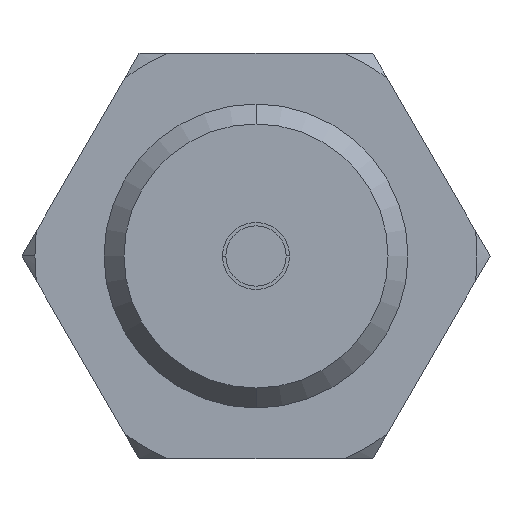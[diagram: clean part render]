
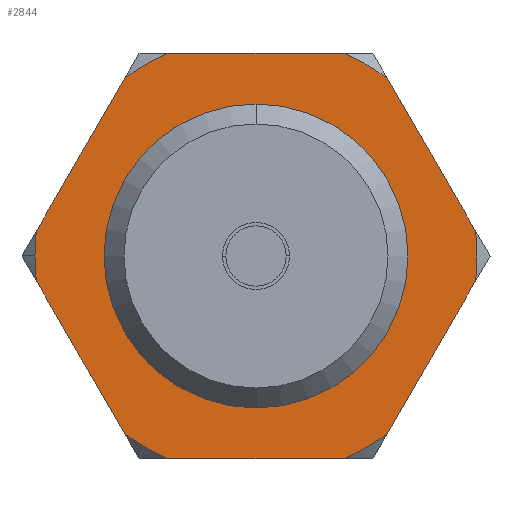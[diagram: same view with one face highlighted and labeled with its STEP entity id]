
A CAD part, front view. The second image highlights one B-rep face of the part: STEP entity #2844.
In plain terms, the highlighted planar face has unit normal (0, -1, 0).
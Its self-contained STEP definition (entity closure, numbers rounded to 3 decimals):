
#43 = CARTESIAN_POINT ( 'NONE',  ( 6.881, -5.1, 0.781 ) ) ;
#45 = CARTESIAN_POINT ( 'NONE',  ( -4.117, -5.1, -5.569 ) ) ;
#47 = CARTESIAN_POINT ( 'NONE',  ( -2.764, -5.1, -6.35 ) ) ;
#48 = CARTESIAN_POINT ( 'NONE',  ( 4.117, -5.1, -5.569 ) ) ;
#49 = CARTESIAN_POINT ( 'NONE',  ( 2.764, -5.1, -6.35 ) ) ;
#50 = CARTESIAN_POINT ( 'NONE',  ( 2.764, -5.1, 6.35 ) ) ;
#57 = CARTESIAN_POINT ( 'NONE',  ( 6.881, -5.1, -0.781 ) ) ;
#58 = CARTESIAN_POINT ( 'NONE',  ( -4.117, -5.1, 5.569 ) ) ;
#60 = CARTESIAN_POINT ( 'NONE',  ( 4.117, -5.1, 5.569 ) ) ;
#61 = CARTESIAN_POINT ( 'NONE',  ( -6.881, -5.1, 0.781 ) ) ;
#63 = CARTESIAN_POINT ( 'NONE',  ( -2.764, -5.1, 6.35 ) ) ;
#75 = CARTESIAN_POINT ( 'NONE',  ( -6.881, -5.1, -0.781 ) ) ;
#78 = CARTESIAN_POINT ( 'NONE',  ( -6.926, -5.1, 0. ) ) ;
#85 = CARTESIAN_POINT ( 'NONE',  ( 0., -5.1, 4.762 ) ) ;
#86 = CARTESIAN_POINT ( 'NONE',  ( 0., -5.1, -4.762 ) ) ;
#150 = CARTESIAN_POINT ( 'NONE',  ( 3.666, -5.1, -6.35 ) ) ;
#151 = DIRECTION ( 'NONE',  ( 0.5, 0., 0.866 ) ) ;
#153 = CARTESIAN_POINT ( 'NONE',  ( -3.666, -5.1, -6.35 ) ) ;
#154 = DIRECTION ( 'NONE',  ( 1., 0., 0. ) ) ;
#155 = CARTESIAN_POINT ( 'NONE',  ( 0., -5.1, 0. ) ) ;
#156 = DIRECTION ( 'NONE',  ( 0., 1., 0. ) ) ;
#157 = DIRECTION ( 'NONE',  ( -1., 0., 0. ) ) ;
#163 = CARTESIAN_POINT ( 'NONE',  ( 0., -5.1, 0. ) ) ;
#164 = DIRECTION ( 'NONE',  ( 0., 1., 0. ) ) ;
#165 = DIRECTION ( 'NONE',  ( -1., 0., 0. ) ) ;
#189 = DIRECTION ( 'NONE',  ( 0.5, 0., -0.866 ) ) ;
#193 = CARTESIAN_POINT ( 'NONE',  ( -7.332, -5.1, 0. ) ) ;
#194 = CARTESIAN_POINT ( 'NONE',  ( 0., -5.1, 0. ) ) ;
#195 = DIRECTION ( 'NONE',  ( 0., 1., 0. ) ) ;
#196 = DIRECTION ( 'NONE',  ( 0., 0., -1. ) ) ;
#197 = DIRECTION ( 'NONE',  ( -0.5, 0., -0.866 ) ) ;
#201 = CARTESIAN_POINT ( 'NONE',  ( 0., -5.1, 0. ) ) ;
#202 = DIRECTION ( 'NONE',  ( 0., 1., 0. ) ) ;
#203 = DIRECTION ( 'NONE',  ( -1., 0., 0. ) ) ;
#207 = CARTESIAN_POINT ( 'NONE',  ( -3.666, -5.1, 6.35 ) ) ;
#211 = CARTESIAN_POINT ( 'NONE',  ( 0., -5.1, 0. ) ) ;
#212 = DIRECTION ( 'NONE',  ( 0., 1., 0. ) ) ;
#213 = DIRECTION ( 'NONE',  ( -1., 0., 0. ) ) ;
#215 = DIRECTION ( 'NONE',  ( -0.5, 0., 0.866 ) ) ;
#219 = CARTESIAN_POINT ( 'NONE',  ( 3.666, -5.1, 6.35 ) ) ;
#226 = DIRECTION ( 'NONE',  ( -1., 0., 0. ) ) ;
#231 = CARTESIAN_POINT ( 'NONE',  ( 7.332, -5.1, 0. ) ) ;
#232 = CARTESIAN_POINT ( 'NONE',  ( 0., -5.1, 0. ) ) ;
#233 = DIRECTION ( 'NONE',  ( 0., 1., 0. ) ) ;
#234 = DIRECTION ( 'NONE',  ( -1., 0., 0. ) ) ;
#245 = CARTESIAN_POINT ( 'NONE',  ( 0., -5.1, 0. ) ) ;
#246 = DIRECTION ( 'NONE',  ( 0., 1., 0. ) ) ;
#247 = DIRECTION ( 'NONE',  ( -1., 0., 0. ) ) ;
#401 = ORIENTED_EDGE ( 'NONE', *, *, #2625, .F. ) ;
#402 = ORIENTED_EDGE ( 'NONE', *, *, #2624, .T. ) ;
#403 = ORIENTED_EDGE ( 'NONE', *, *, #2622, .F. ) ;
#404 = ORIENTED_EDGE ( 'NONE', *, *, #2620, .T. ) ;
#405 = ORIENTED_EDGE ( 'NONE', *, *, #2651, .F. ) ;
#406 = ORIENTED_EDGE ( 'NONE', *, *, #2649, .T. ) ;
#407 = ORIENTED_EDGE ( 'NONE', *, *, #2648, .F. ) ;
#408 = ORIENTED_EDGE ( 'NONE', *, *, #2646, .T. ) ;
#409 = ORIENTED_EDGE ( 'NONE', *, *, #2643, .F. ) ;
#410 = ORIENTED_EDGE ( 'NONE', *, *, #2642, .T. ) ;
#411 = ORIENTED_EDGE ( 'NONE', *, *, #2639, .F. ) ;
#412 = ORIENTED_EDGE ( 'NONE', *, *, #2715, .F. ) ;
#413 = ORIENTED_EDGE ( 'NONE', *, *, #2637, .T. ) ;
#414 = ORIENTED_EDGE ( 'NONE', *, *, #2723, .T. ) ;
#415 = ORIENTED_EDGE ( 'NONE', *, *, #2636, .T. ) ;
#634 = CIRCLE ( 'NONE', #2792, 6.926 ) ;
#639 = LINE ( 'NONE', #150, #640 ) ;
#640 = VECTOR ( 'NONE', #151, 1000. ) ;
#644 = LINE ( 'NONE', #153, #646 ) ;
#645 = CIRCLE ( 'NONE', #2794, 6.926 ) ;
#646 = VECTOR ( 'NONE', #154, 1000. ) ;
#657 = CIRCLE ( 'NONE', #2802, 4.762 ) ;
#660 = LINE ( 'NONE', #193, #663 ) ;
#661 = CIRCLE ( 'NONE', #2804, 6.926 ) ;
#663 = VECTOR ( 'NONE', #189, 1000. ) ;
#666 = LINE ( 'NONE', #207, #669 ) ;
#668 = CIRCLE ( 'NONE', #2807, 6.926 ) ;
#669 = VECTOR ( 'NONE', #197, 1000. ) ;
#671 = LINE ( 'NONE', #219, #673 ) ;
#672 = LINE ( 'NONE', #231, #678 ) ;
#673 = VECTOR ( 'NONE', #226, 1000. ) ;
#674 = CIRCLE ( 'NONE', #2809, 6.926 ) ;
#678 = VECTOR ( 'NONE', #215, 1000. ) ;
#679 = CIRCLE ( 'NONE', #2810, 6.926 ) ;
#762 = CIRCLE ( 'NONE', #1197, 6.926 ) ;
#772 = CIRCLE ( 'NONE', #1200, 4.762 ) ;
#901 = EDGE_LOOP ( 'NONE', ( #401, #402, #403, #404, #405, #406, #407, #408, #409, #410, #411, #412, #413 ) ) ;
#904 = EDGE_LOOP ( 'NONE', ( #414, #415 ) ) ;
#1118 = CARTESIAN_POINT ( 'NONE',  ( 0., -5.1, 0. ) ) ;
#1119 = DIRECTION ( 'NONE',  ( 0., 1., 0. ) ) ;
#1120 = DIRECTION ( 'NONE',  ( -1., 0., 0. ) ) ;
#1139 = CARTESIAN_POINT ( 'NONE',  ( 0., -5.1, 0. ) ) ;
#1140 = DIRECTION ( 'NONE',  ( 0., 1., 0. ) ) ;
#1141 = DIRECTION ( 'NONE',  ( 0., 0., -1. ) ) ;
#1197 = AXIS2_PLACEMENT_3D ( 'NONE', #1118, #1119, #1120 ) ;
#1200 = AXIS2_PLACEMENT_3D ( 'NONE', #1139, #1140, #1141 ) ;
#1300 = AXIS2_PLACEMENT_3D ( 'NONE', #1887, #1888, #1889 ) ;
#1790 = FACE_OUTER_BOUND ( 'NONE', #901, .T. ) ;
#1793 = FACE_BOUND ( 'NONE', #904, .T. ) ;
#1880 = PLANE ( 'NONE',  #1300 ) ;
#1887 = CARTESIAN_POINT ( 'NONE',  ( 3.666, -5.1, -6.35 ) ) ;
#1888 = DIRECTION ( 'NONE',  ( 0., -1., 0. ) ) ;
#1889 = DIRECTION ( 'NONE',  ( 0., 0., -1. ) ) ;
#2508 = VERTEX_POINT ( 'NONE', #43 ) ;
#2510 = VERTEX_POINT ( 'NONE', #45 ) ;
#2512 = VERTEX_POINT ( 'NONE', #47 ) ;
#2513 = VERTEX_POINT ( 'NONE', #48 ) ;
#2514 = VERTEX_POINT ( 'NONE', #49 ) ;
#2515 = VERTEX_POINT ( 'NONE', #50 ) ;
#2523 = VERTEX_POINT ( 'NONE', #57 ) ;
#2524 = VERTEX_POINT ( 'NONE', #58 ) ;
#2526 = VERTEX_POINT ( 'NONE', #60 ) ;
#2527 = VERTEX_POINT ( 'NONE', #61 ) ;
#2529 = VERTEX_POINT ( 'NONE', #63 ) ;
#2561 = VERTEX_POINT ( 'NONE', #75 ) ;
#2564 = VERTEX_POINT ( 'NONE', #78 ) ;
#2572 = VERTEX_POINT ( 'NONE', #85 ) ;
#2573 = VERTEX_POINT ( 'NONE', #86 ) ;
#2620 = EDGE_CURVE ( 'NONE', #2513, #2523, #639, .T. ) ;
#2622 = EDGE_CURVE ( 'NONE', #2513, #2514, #634, .T. ) ;
#2624 = EDGE_CURVE ( 'NONE', #2512, #2514, #644, .T. ) ;
#2625 = EDGE_CURVE ( 'NONE', #2512, #2510, #645, .T. ) ;
#2636 = EDGE_CURVE ( 'NONE', #2573, #2572, #657, .T. ) ;
#2637 = EDGE_CURVE ( 'NONE', #2561, #2510, #660, .T. ) ;
#2639 = EDGE_CURVE ( 'NONE', #2564, #2527, #661, .T. ) ;
#2642 = EDGE_CURVE ( 'NONE', #2524, #2527, #666, .T. ) ;
#2643 = EDGE_CURVE ( 'NONE', #2524, #2529, #668, .T. ) ;
#2646 = EDGE_CURVE ( 'NONE', #2515, #2529, #671, .T. ) ;
#2648 = EDGE_CURVE ( 'NONE', #2515, #2526, #674, .T. ) ;
#2649 = EDGE_CURVE ( 'NONE', #2508, #2526, #672, .T. ) ;
#2651 = EDGE_CURVE ( 'NONE', #2508, #2523, #679, .T. ) ;
#2715 = EDGE_CURVE ( 'NONE', #2561, #2564, #762, .T. ) ;
#2723 = EDGE_CURVE ( 'NONE', #2572, #2573, #772, .T. ) ;
#2792 = AXIS2_PLACEMENT_3D ( 'NONE', #155, #156, #157 ) ;
#2794 = AXIS2_PLACEMENT_3D ( 'NONE', #163, #164, #165 ) ;
#2802 = AXIS2_PLACEMENT_3D ( 'NONE', #194, #195, #196 ) ;
#2804 = AXIS2_PLACEMENT_3D ( 'NONE', #201, #202, #203 ) ;
#2807 = AXIS2_PLACEMENT_3D ( 'NONE', #211, #212, #213 ) ;
#2809 = AXIS2_PLACEMENT_3D ( 'NONE', #232, #233, #234 ) ;
#2810 = AXIS2_PLACEMENT_3D ( 'NONE', #245, #246, #247 ) ;
#2844 = ADVANCED_FACE ( 'NONE', ( #1790, #1793 ), #1880, .T. ) ;
